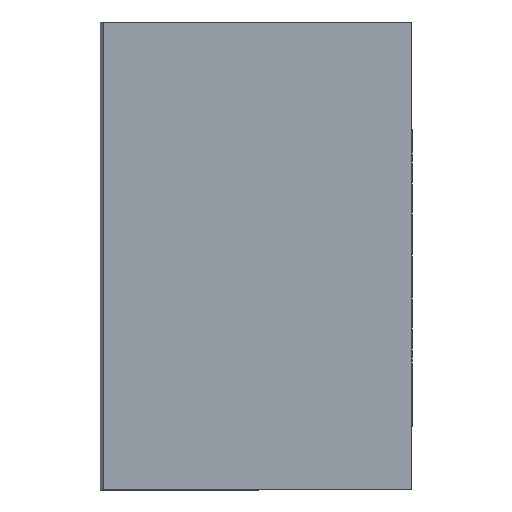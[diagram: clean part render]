
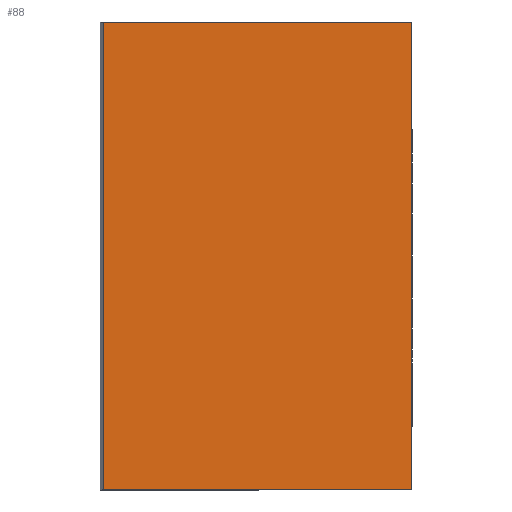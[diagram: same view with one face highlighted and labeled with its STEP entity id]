
A CAD part, left-side view. The second image highlights one B-rep face of the part: STEP entity #88.
In plain terms, the highlighted planar face has unit normal (-1, 0, 0).
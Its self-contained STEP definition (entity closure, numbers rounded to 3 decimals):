
#88=ADVANCED_FACE('',(#119),#120,.T.);
#119=FACE_OUTER_BOUND('',#154,.T.);
#120=PLANE('',#155);
#154=EDGE_LOOP('',(#272,#273,#274,#275));
#155=AXIS2_PLACEMENT_3D('',#276,#277,#278);
#272=ORIENTED_EDGE('',*,*,#353,.T.);
#273=ORIENTED_EDGE('',*,*,#354,.F.);
#274=ORIENTED_EDGE('',*,*,#355,.T.);
#275=ORIENTED_EDGE('',*,*,#346,.T.);
#276=CARTESIAN_POINT('',(0.0,7.909,6.0));
#277=DIRECTION('',(-1.0,0.0,0.0));
#278=DIRECTION('',(0.0,1.0,0.));
#346=EDGE_CURVE('',#421,#419,#422,.T.);
#353=EDGE_CURVE('',#419,#431,#432,.T.);
#354=EDGE_CURVE('',#433,#431,#434,.T.);
#355=EDGE_CURVE('',#433,#421,#435,.T.);
#419=VERTEX_POINT('',#586);
#421=VERTEX_POINT('',#588);
#422=LINE('',#589,#590);
#431=VERTEX_POINT('',#602);
#432=LINE('',#603,#604);
#433=VERTEX_POINT('',#605);
#434=LINE('',#606,#607);
#435=LINE('',#608,#609);
#586=CARTESIAN_POINT('',(0.0,7.909,-6.0));
#588=CARTESIAN_POINT('',(0.0,7.909,6.0));
#589=CARTESIAN_POINT('',(0.0,7.909,6.0));
#590=VECTOR('',#664,1.0);
#602=CARTESIAN_POINT('',(0.0,0.,-6.0));
#603=CARTESIAN_POINT('',(0.0,0.,-6.0));
#604=VECTOR('',#677,1.0);
#605=CARTESIAN_POINT('',(0.0,0.,6.0));
#606=CARTESIAN_POINT('',(0.0,0.,6.0));
#607=VECTOR('',#678,1.0);
#608=CARTESIAN_POINT('',(0.0,0.,6.0));
#609=VECTOR('',#679,1.0);
#664=DIRECTION('',(0.0,0.,-1.0));
#677=DIRECTION('',(0.0,-1.0,0.));
#678=DIRECTION('',(0.0,0.,-1.0));
#679=DIRECTION('',(0.0,1.0,0.));
